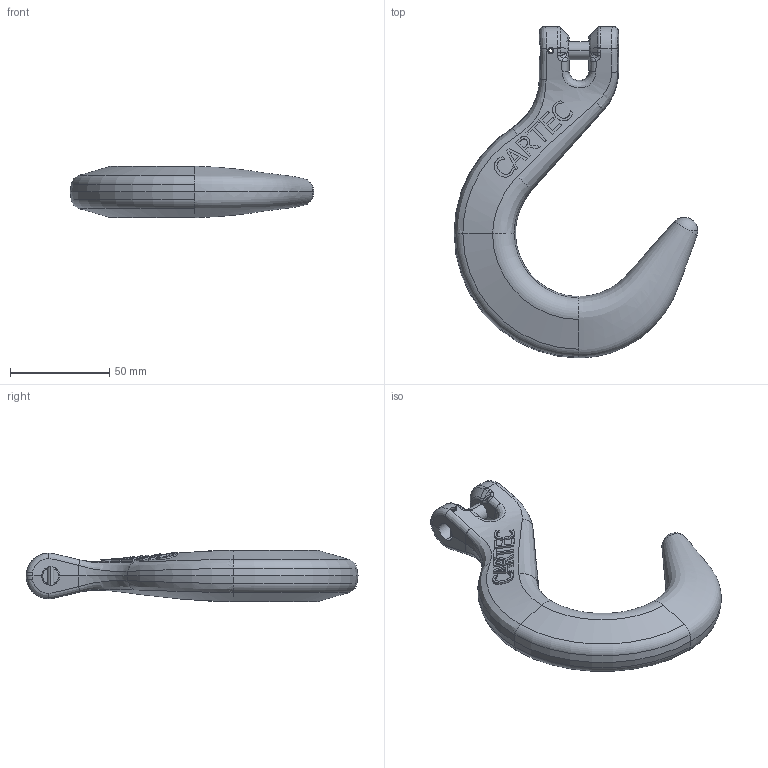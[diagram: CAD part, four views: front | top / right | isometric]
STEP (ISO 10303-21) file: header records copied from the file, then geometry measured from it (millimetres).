
FILE_DESCRIPTION(('STEP AP214'),'1');
FILE_NAME('cyf_08.stp','2017-12-09T17:08:49',('TraceParts'),('TraceParts S.A.'),'Spatial InterOp 3D',' ',' ');
FILE_SCHEMA(('automotive_design'));
Length unit declared in the file: millimetre
Products named in the file (3): cyf_08_1; cyf_08_2; cyf_08_3
Bounding box: 123 x 167.5 x 25.99 mm (x, y, z)
Volume: 139896.3 mm3; surface area: 26259.4 mm2
Topology: 3 solids, 3 shells, 276 faces, 709 edges, 440 vertices
Faces by surface type: bspline 127, plane 77, cylinder 44, cone 20, sphere 4, torus 4
Entity records: 36548 total; most frequent: CARTESIAN_POINT 28422, ORIENTED_EDGE 1418, DIRECTION 937, EDGE_CURVE 709, VERTEX_POINT 440, AXIS2_PLACEMENT_3D 360, EDGE_LOOP 287, B_SPLINE_CURVE_WITH_KNOTS 284
